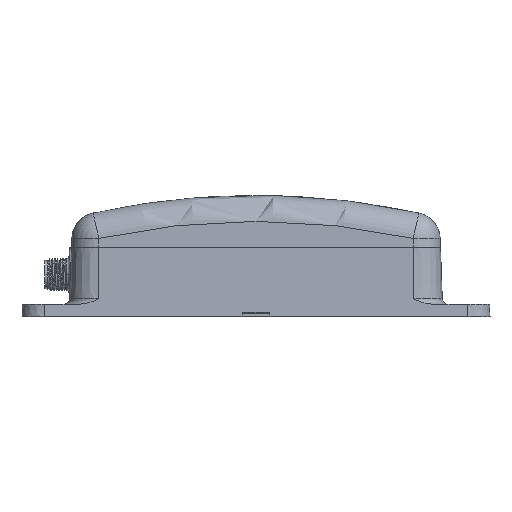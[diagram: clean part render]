
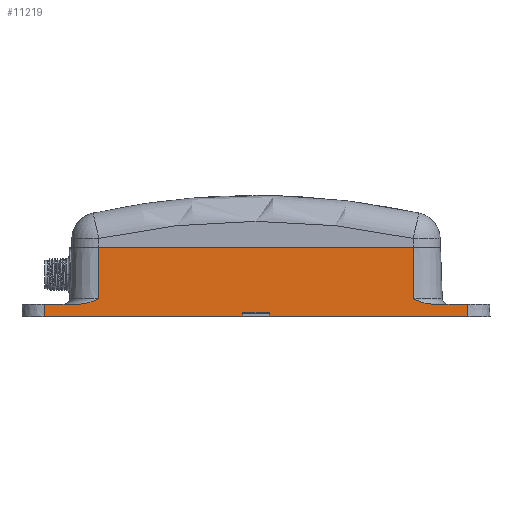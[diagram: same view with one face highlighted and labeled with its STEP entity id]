
A CAD part, top view. The second image highlights one B-rep face of the part: STEP entity #11219.
In plain terms, the highlighted planar face has unit normal (0, 0.035, 0.999).
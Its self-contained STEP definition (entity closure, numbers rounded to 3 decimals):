
#411=DIRECTION('',(1.,0.,0.));
#412=VECTOR('',#411,73.5);
#413=CARTESIAN_POINT('',(-78.5,-1.5,40.39));
#414=LINE('',#413,#412);
#555=DIRECTION('',(-1.,0.,0.));
#556=VECTOR('',#555,9.);
#557=CARTESIAN_POINT('',(4.5,0.,40.338));
#558=LINE('',#557,#556);
#559=CARTESIAN_POINT('',(-4.5,0.,40.338));
#560=CARTESIAN_POINT('',(-4.542,0.,40.338));
#561=CARTESIAN_POINT('',(-4.615,-0.01,
40.338));
#562=CARTESIAN_POINT('',(-4.739,-0.053,
40.34));
#563=CARTESIAN_POINT('',(-4.861,-0.139,
40.343));
#564=CARTESIAN_POINT('',(-4.947,-0.261,40.347));
#565=CARTESIAN_POINT('',(-4.99,-0.385,
40.352));
#566=CARTESIAN_POINT('',(-5.,-0.458,40.354));
#567=CARTESIAN_POINT('',(-5.,-0.5,40.356));
#569=DIRECTION('',(0.,-0.999,0.035));
#570=VECTOR('',#569,1.001);
#571=CARTESIAN_POINT('',(-5.,-0.5,40.356));
#572=LINE('',#571,#570);
#573=DIRECTION('',(1.,0.,0.));
#574=VECTOR('',#573,13.278);
#575=CARTESIAN_POINT('',(-78.5,3.,40.233));
#576=LINE('',#575,#574);
#577=CARTESIAN_POINT('',(-65.222,3.,40.233));
#578=CARTESIAN_POINT('',(-65.087,3.,40.233));
#579=CARTESIAN_POINT('',(-64.81,3.008,40.233));
#580=CARTESIAN_POINT('',(-64.379,3.043,40.232));
#581=CARTESIAN_POINT('',(-63.932,3.101,40.23));
#582=CARTESIAN_POINT('',(-63.466,3.183,40.227));
#583=CARTESIAN_POINT('',(-62.982,3.29,40.223));
#584=CARTESIAN_POINT('',(-62.477,3.421,40.219));
#585=CARTESIAN_POINT('',(-61.953,3.577,40.213));
#586=CARTESIAN_POINT('',(-61.41,3.758,40.207));
#587=CARTESIAN_POINT('',(-60.857,3.958,40.2));
#588=CARTESIAN_POINT('',(-60.296,4.175,40.192));
#589=CARTESIAN_POINT('',(-59.721,4.409,40.184));
#590=CARTESIAN_POINT('',(-59.127,4.66,40.175));
#591=CARTESIAN_POINT('',(-58.712,4.839,40.169));
#592=CARTESIAN_POINT('',(-58.5,4.93,40.166));
#594=DIRECTION('',(1.,0.,0.));
#595=VECTOR('',#594,117.);
#596=CARTESIAN_POINT('',(-58.5,23.896,39.504));
#597=LINE('',#596,#595);
#598=CARTESIAN_POINT('',(58.5,4.93,40.166));
#599=CARTESIAN_POINT('',(58.854,4.777,40.171));
#600=CARTESIAN_POINT('',(59.533,4.485,40.181));
#601=CARTESIAN_POINT('',(60.465,4.105,40.195));
#602=CARTESIAN_POINT('',(61.311,3.789,40.206));
#603=CARTESIAN_POINT('',(62.069,3.539,40.215));
#604=CARTESIAN_POINT('',(62.744,3.348,40.221));
#605=CARTESIAN_POINT('',(63.345,3.207,40.226));
#606=CARTESIAN_POINT('',(63.885,3.108,40.23));
#607=CARTESIAN_POINT('',(64.374,3.043,40.232));
#608=CARTESIAN_POINT('',(64.817,3.007,40.233));
#609=CARTESIAN_POINT('',(65.091,3.,40.233));
#610=CARTESIAN_POINT('',(65.222,3.,40.233));
#612=DIRECTION('',(1.,0.,0.));
#613=VECTOR('',#612,13.278);
#614=CARTESIAN_POINT('',(65.222,3.,40.233));
#615=LINE('',#614,#613);
#616=CARTESIAN_POINT('',(5.,-0.5,40.356));
#617=CARTESIAN_POINT('',(5.,-0.458,40.354));
#618=CARTESIAN_POINT('',(4.99,-0.385,40.352));
#619=CARTESIAN_POINT('',(4.947,-0.261,40.347));
#620=CARTESIAN_POINT('',(4.861,-0.139,40.343));
#621=CARTESIAN_POINT('',(4.739,-0.053,40.34));
#622=CARTESIAN_POINT('',(4.615,-0.01,40.338));
#623=CARTESIAN_POINT('',(4.542,0.,40.338));
#624=CARTESIAN_POINT('',(4.5,0.,40.338));
#626=DIRECTION('',(0.,-0.999,0.035));
#627=VECTOR('',#626,4.503);
#628=CARTESIAN_POINT('',(-78.5,3.,40.233));
#629=LINE('',#628,#627);
#2086=DIRECTION('',(0.,-0.999,0.035));
#2087=VECTOR('',#2086,1.001);
#2088=CARTESIAN_POINT('',(5.,-0.5,40.356));
#2089=LINE('',#2088,#2087);
#2138=DIRECTION('',(1.,0.,0.));
#2139=VECTOR('',#2138,73.5);
#2140=CARTESIAN_POINT('',(5.,-1.5,40.39));
#2141=LINE('',#2140,#2139);
#2207=DIRECTION('',(0.,0.999,-0.035));
#2208=VECTOR('',#2207,4.503);
#2209=CARTESIAN_POINT('',(78.5,-1.5,40.39));
#2210=LINE('',#2209,#2208);
#2305=DIRECTION('',(0.,0.999,-0.035));
#2306=VECTOR('',#2305,18.978);
#2307=CARTESIAN_POINT('',(58.5,4.93,40.166));
#2308=LINE('',#2307,#2306);
#5335=DIRECTION('',(0.,-0.999,0.035));
#5336=VECTOR('',#5335,18.978);
#5337=CARTESIAN_POINT('',(-58.5,23.896,39.504));
#5338=LINE('',#5337,#5336);
#9758=CARTESIAN_POINT('',(-4.5,0.,40.338));
#9759=VERTEX_POINT('',#9758);
#9760=CARTESIAN_POINT('',(4.5,0.,40.338));
#9761=VERTEX_POINT('',#9760);
#9929=CARTESIAN_POINT('',(78.5,3.,40.233));
#9930=VERTEX_POINT('',#9929);
#9931=CARTESIAN_POINT('',(65.222,3.,40.233));
#9932=VERTEX_POINT('',#9931);
#9976=CARTESIAN_POINT('',(-65.222,3.,40.233));
#9978=VERTEX_POINT('',#9976);
#9979=CARTESIAN_POINT('',(-78.5,3.,40.233));
#9980=VERTEX_POINT('',#9979);
#10023=CARTESIAN_POINT('',(-78.5,-1.5,40.39));
#10025=VERTEX_POINT('',#10023);
#10026=CARTESIAN_POINT('',(-5.,-1.5,40.39));
#10027=VERTEX_POINT('',#10026);
#10073=CARTESIAN_POINT('',(5.,-1.5,40.39));
#10074=VERTEX_POINT('',#10073);
#10075=CARTESIAN_POINT('',(78.5,-1.5,40.39));
#10076=VERTEX_POINT('',#10075);
#10196=CARTESIAN_POINT('',(-58.5,4.93,40.166));
#10198=VERTEX_POINT('',#10196);
#10199=CARTESIAN_POINT('',(-58.5,23.896,39.504));
#10200=VERTEX_POINT('',#10199);
#10213=CARTESIAN_POINT('',(58.5,23.896,39.504));
#10214=VERTEX_POINT('',#10213);
#10215=CARTESIAN_POINT('',(58.5,4.93,40.166));
#10216=VERTEX_POINT('',#10215);
#10223=VERTEX_POINT('',#567);
#10224=CARTESIAN_POINT('',(5.,-0.5,40.356));
#10225=VERTEX_POINT('',#10224);
#11184=CARTESIAN_POINT('',(-78.5,24.,39.5));
#11185=DIRECTION('',(0.,0.035,0.999));
#11186=DIRECTION('',(1.,0.,0.));
#11187=AXIS2_PLACEMENT_3D('',#11184,#11185,#11186);
#11188=PLANE('',#11187);
#11189=ORIENTED_EDGE('',*,*,#10655,.T.);
#11190=ORIENTED_EDGE('',*,*,#11142,.T.);
#11191=ORIENTED_EDGE('',*,*,#11167,.T.);
#11192=ORIENTED_EDGE('',*,*,#10881,.F.);
#11194=ORIENTED_EDGE('',*,*,#11193,.F.);
#11196=ORIENTED_EDGE('',*,*,#11195,.T.);
#11198=ORIENTED_EDGE('',*,*,#11197,.T.);
#11200=ORIENTED_EDGE('',*,*,#11199,.F.);
#11202=ORIENTED_EDGE('',*,*,#11201,.T.);
#11204=ORIENTED_EDGE('',*,*,#11203,.F.);
#11206=ORIENTED_EDGE('',*,*,#11205,.T.);
#11208=ORIENTED_EDGE('',*,*,#11207,.T.);
#11210=ORIENTED_EDGE('',*,*,#11209,.F.);
#11212=ORIENTED_EDGE('',*,*,#11211,.F.);
#11214=ORIENTED_EDGE('',*,*,#11213,.F.);
#11216=ORIENTED_EDGE('',*,*,#11215,.T.);
#11217=EDGE_LOOP('',(#11189,#11190,#11191,#11192,#11194,#11196,#11198,#11200,
#11202,#11204,#11206,#11208,#11210,#11212,#11214,#11216));
#11218=FACE_OUTER_BOUND('',#11217,.F.);
#11219=ADVANCED_FACE('',(#11218),#11188,.T.);
#568=B_SPLINE_CURVE_WITH_KNOTS('',3,(#559,#560,#561,#562,#563,#564,#565,#566,
#567),.UNSPECIFIED.,.F.,.F.,(4,1,1,1,1,1,4),(0.,0.125,0.25,0.5,0.75,
0.875,1.),.UNSPECIFIED.);
#593=B_SPLINE_CURVE_WITH_KNOTS('',3,(#577,#578,#579,#580,#581,#582,#583,#584,
#585,#586,#587,#588,#589,#590,#591,#592),.UNSPECIFIED.,.F.,.F.,(4,1,1,1,1,1,1,1,
1,1,1,1,1,4),(0.,0.077,0.154,0.231,
0.308,0.385,0.462,0.538,
0.615,0.692,0.769,0.846,
0.923,1.),.UNSPECIFIED.);
#611=B_SPLINE_CURVE_WITH_KNOTS('',3,(#598,#599,#600,#601,#602,#603,#604,#605,
#606,#607,#608,#609,#610),.UNSPECIFIED.,.F.,.F.,(4,1,1,1,1,1,1,1,1,1,4),(0.,
0.1,0.2,0.3,0.4,0.5,0.6,0.7,0.8,0.9,1.),.UNSPECIFIED.);
#625=B_SPLINE_CURVE_WITH_KNOTS('',3,(#616,#617,#618,#619,#620,#621,#622,#623,
#624),.UNSPECIFIED.,.F.,.F.,(4,1,1,1,1,1,4),(0.,0.125,0.25,0.5,0.75,
0.875,1.),.UNSPECIFIED.);
#10655=EDGE_CURVE('',#9761,#9759,#558,.T.);
#10881=EDGE_CURVE('',#10025,#10027,#414,.T.);
#11142=EDGE_CURVE('',#9759,#10223,#568,.T.);
#11167=EDGE_CURVE('',#10223,#10027,#572,.T.);
#11193=EDGE_CURVE('',#9980,#10025,#629,.T.);
#11195=EDGE_CURVE('',#9980,#9978,#576,.T.);
#11197=EDGE_CURVE('',#9978,#10198,#593,.T.);
#11199=EDGE_CURVE('',#10200,#10198,#5338,.T.);
#11201=EDGE_CURVE('',#10200,#10214,#597,.T.);
#11203=EDGE_CURVE('',#10216,#10214,#2308,.T.);
#11205=EDGE_CURVE('',#10216,#9932,#611,.T.);
#11207=EDGE_CURVE('',#9932,#9930,#615,.T.);
#11209=EDGE_CURVE('',#10076,#9930,#2210,.T.);
#11211=EDGE_CURVE('',#10074,#10076,#2141,.T.);
#11213=EDGE_CURVE('',#10225,#10074,#2089,.T.);
#11215=EDGE_CURVE('',#10225,#9761,#625,.T.);
